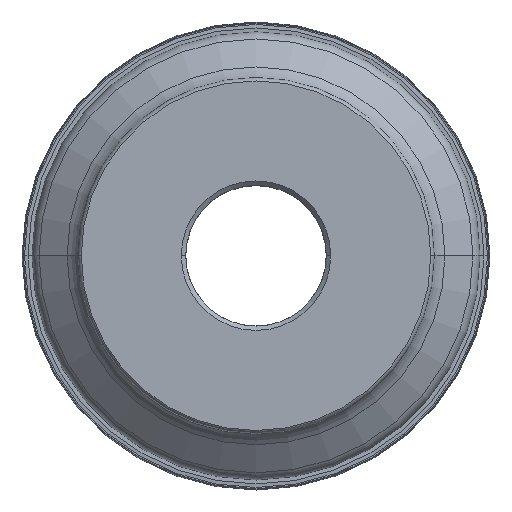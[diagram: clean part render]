
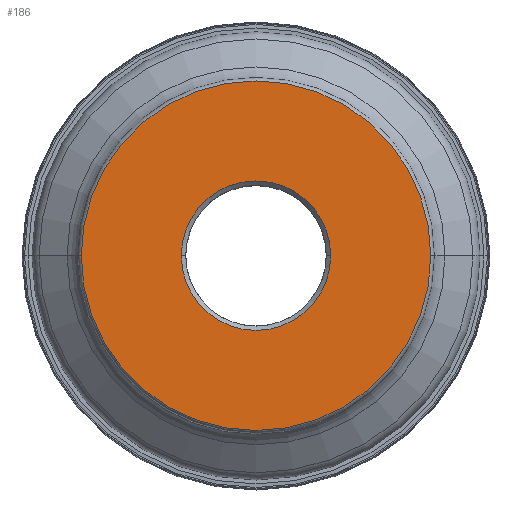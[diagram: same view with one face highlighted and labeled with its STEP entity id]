
A CAD part, top view. The second image highlights one B-rep face of the part: STEP entity #186.
In plain terms, the highlighted planar face has unit normal (0, 0, 1).
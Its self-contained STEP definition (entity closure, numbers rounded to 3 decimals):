
#63=PLANE('',#1776);
#69=FACE_BOUND('',#378,.T.);
#70=FACE_BOUND('',#379,.T.);
#186=ADVANCED_FACE('',(#69,#70),#63,.T.);
#378=EDGE_LOOP('',(#656,#657,#658,#659));
#379=EDGE_LOOP('',(#660,#661,#662,#663));
#656=ORIENTED_EDGE('',*,*,#1071,.T.);
#657=ORIENTED_EDGE('',*,*,#1070,.T.);
#658=ORIENTED_EDGE('',*,*,#1068,.F.);
#659=ORIENTED_EDGE('',*,*,#1067,.T.);
#660=ORIENTED_EDGE('',*,*,#1072,.T.);
#661=ORIENTED_EDGE('',*,*,#1073,.T.);
#662=ORIENTED_EDGE('',*,*,#1074,.T.);
#663=ORIENTED_EDGE('',*,*,#1075,.T.);
#892=VERTEX_POINT('',#2709);
#893=VERTEX_POINT('',#2711);
#894=VERTEX_POINT('',#2713);
#895=VERTEX_POINT('',#2717);
#896=VERTEX_POINT('',#2721);
#897=VERTEX_POINT('',#2722);
#898=VERTEX_POINT('',#2724);
#899=VERTEX_POINT('',#2726);
#1067=EDGE_CURVE('',#893,#892,#1223,.T.);
#1068=EDGE_CURVE('',#893,#894,#1224,.T.);
#1070=EDGE_CURVE('',#895,#894,#1226,.T.);
#1071=EDGE_CURVE('',#892,#895,#1227,.T.);
#1072=EDGE_CURVE('',#896,#897,#1228,.T.);
#1073=EDGE_CURVE('',#897,#898,#1229,.T.);
#1074=EDGE_CURVE('',#898,#899,#1230,.T.);
#1075=EDGE_CURVE('',#899,#896,#1231,.T.);
#1223=CIRCLE('',#1765,47.439);
#1224=CIRCLE('',#1766,47.439);
#1226=CIRCLE('',#1769,47.439);
#1227=CIRCLE('',#1770,47.439);
#1228=CIRCLE('',#1772,20.285);
#1229=CIRCLE('',#1773,20.285);
#1230=CIRCLE('',#1774,20.285);
#1231=CIRCLE('',#1775,20.285);
#1765=AXIS2_PLACEMENT_3D('',#2710,#2209,#2210);
#1766=AXIS2_PLACEMENT_3D('',#2712,#2211,#2212);
#1769=AXIS2_PLACEMENT_3D('',#2716,#2217,#2218);
#1770=AXIS2_PLACEMENT_3D('',#2718,#2219,#2220);
#1772=AXIS2_PLACEMENT_3D('',#2720,#2223,#2224);
#1773=AXIS2_PLACEMENT_3D('',#2723,#2225,#2226);
#1774=AXIS2_PLACEMENT_3D('',#2725,#2227,#2228);
#1775=AXIS2_PLACEMENT_3D('',#2727,#2229,#2230);
#1776=AXIS2_PLACEMENT_3D('',#2728,#2231,#2232);
#2209=DIRECTION('',(0.,0.,1.));
#2210=DIRECTION('',(1.,0.,0.));
#2211=DIRECTION('',(0.,0.,-1.));
#2212=DIRECTION('',(-1.,0.,0.));
#2217=DIRECTION('',(0.,0.,1.));
#2218=DIRECTION('',(-1.,0.,0.));
#2219=DIRECTION('',(0.,0.,1.));
#2220=DIRECTION('',(1.,0.,0.));
#2223=DIRECTION('',(0.,0.,-1.));
#2224=DIRECTION('',(1.,0.,0.));
#2225=DIRECTION('',(0.,0.,-1.));
#2226=DIRECTION('',(0.,-1.,0.));
#2227=DIRECTION('',(0.,0.,-1.));
#2228=DIRECTION('',(-1.,0.,0.));
#2229=DIRECTION('',(0.,0.,-1.));
#2230=DIRECTION('',(0.,1.,0.));
#2231=DIRECTION('',(0.,0.,1.));
#2232=DIRECTION('',(0.,-1.,0.));
#2709=CARTESIAN_POINT('',(47.439,0.,0.));
#2710=CARTESIAN_POINT('',(0.,0.,0.));
#2711=CARTESIAN_POINT('',(47.439,-0.021,0.));
#2712=CARTESIAN_POINT('',(0.,0.,0.));
#2713=CARTESIAN_POINT('',(-47.439,0.,0.));
#2716=CARTESIAN_POINT('',(0.,0.,0.));
#2717=CARTESIAN_POINT('',(-47.439,0.021,0.));
#2718=CARTESIAN_POINT('',(0.,0.,0.));
#2720=CARTESIAN_POINT('',(0.,0.,0.));
#2721=CARTESIAN_POINT('',(20.285,0.,0.));
#2722=CARTESIAN_POINT('',(0.,-20.285,0.));
#2723=CARTESIAN_POINT('',(0.,0.,0.));
#2724=CARTESIAN_POINT('',(-20.285,0.,0.));
#2725=CARTESIAN_POINT('',(0.,0.,0.));
#2726=CARTESIAN_POINT('',(0.,20.285,0.));
#2727=CARTESIAN_POINT('',(0.,0.,0.));
#2728=CARTESIAN_POINT('',(0.,0.,0.));
